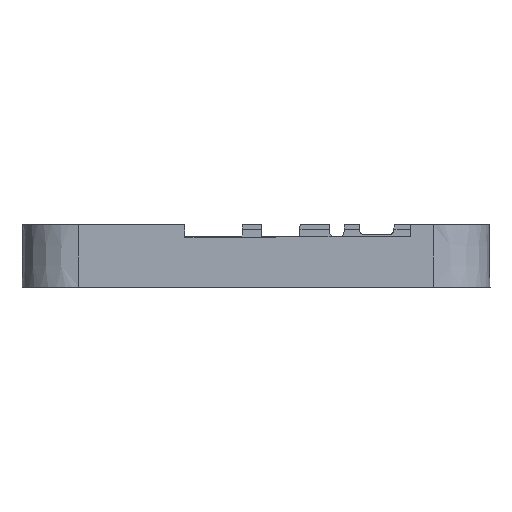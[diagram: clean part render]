
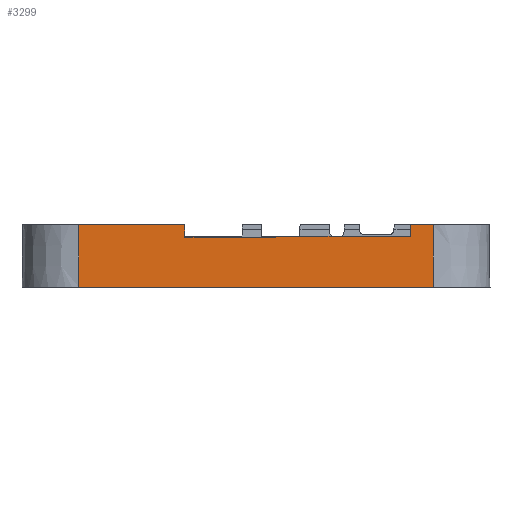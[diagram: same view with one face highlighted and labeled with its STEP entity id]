
A CAD part, left-side view. The second image highlights one B-rep face of the part: STEP entity #3299.
In plain terms, the highlighted planar face has unit normal (-1, 0, 0.017).
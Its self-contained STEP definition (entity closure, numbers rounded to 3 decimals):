
#182=PLANE('',#3504);
#315=FACE_OUTER_BOUND('',#490,.T.);
#490=EDGE_LOOP('',(#2329,#2330,#2331,#2332,#2333,#2334,#2335,#2336,#2337,
#2338));
#707=LINE('',#4905,#1031);
#708=LINE('',#4907,#1032);
#709=LINE('',#4909,#1033);
#710=LINE('',#4911,#1034);
#711=LINE('',#4913,#1035);
#712=LINE('',#4915,#1036);
#713=LINE('',#4917,#1037);
#714=LINE('',#4919,#1038);
#715=LINE('',#4921,#1039);
#716=LINE('',#4922,#1040);
#1031=VECTOR('',#3893,10.);
#1032=VECTOR('',#3894,10.001);
#1033=VECTOR('',#3895,10.);
#1034=VECTOR('',#3896,10.001);
#1035=VECTOR('',#3897,10.);
#1036=VECTOR('',#3898,1000.);
#1037=VECTOR('',#3899,10.);
#1038=VECTOR('',#3900,1000.);
#1039=VECTOR('',#3901,10.);
#1040=VECTOR('',#3902,1000.);
#1442=VERTEX_POINT('',#4903);
#1443=VERTEX_POINT('',#4904);
#1444=VERTEX_POINT('',#4906);
#1445=VERTEX_POINT('',#4908);
#1446=VERTEX_POINT('',#4910);
#1447=VERTEX_POINT('',#4912);
#1448=VERTEX_POINT('',#4914);
#1449=VERTEX_POINT('',#4916);
#1450=VERTEX_POINT('',#4918);
#1451=VERTEX_POINT('',#4920);
#1801=EDGE_CURVE('',#1442,#1443,#707,.F.);
#1802=EDGE_CURVE('',#1444,#1442,#708,.T.);
#1803=EDGE_CURVE('',#1444,#1445,#709,.T.);
#1804=EDGE_CURVE('',#1446,#1445,#710,.T.);
#1805=EDGE_CURVE('',#1447,#1446,#711,.F.);
#1806=EDGE_CURVE('',#1447,#1448,#712,.T.);
#1807=EDGE_CURVE('',#1448,#1449,#713,.T.);
#1808=EDGE_CURVE('',#1449,#1450,#714,.T.);
#1809=EDGE_CURVE('',#1450,#1451,#715,.T.);
#1810=EDGE_CURVE('',#1451,#1443,#716,.T.);
#2329=ORIENTED_EDGE('',*,*,#1801,.F.);
#2330=ORIENTED_EDGE('',*,*,#1802,.F.);
#2331=ORIENTED_EDGE('',*,*,#1803,.T.);
#2332=ORIENTED_EDGE('',*,*,#1804,.F.);
#2333=ORIENTED_EDGE('',*,*,#1805,.F.);
#2334=ORIENTED_EDGE('',*,*,#1806,.T.);
#2335=ORIENTED_EDGE('',*,*,#1807,.T.);
#2336=ORIENTED_EDGE('',*,*,#1808,.T.);
#2337=ORIENTED_EDGE('',*,*,#1809,.T.);
#2338=ORIENTED_EDGE('',*,*,#1810,.T.);
#3299=ADVANCED_FACE('',(#315),#182,.T.);
#3504=AXIS2_PLACEMENT_3D('',#4902,#3891,#3892);
#3891=DIRECTION('center_axis',(-1.,0.,
0.017));
#3892=DIRECTION('ref_axis',(0.,1.,0.));
#3893=DIRECTION('',(0.,1.,0.));
#3894=DIRECTION('',(0.017,0.001,1.));
#3895=DIRECTION('',(0.,-1.,0.));
#3896=DIRECTION('',(-0.017,0.001,-1.));
#3897=DIRECTION('',(0.,1.,0.));
#3898=DIRECTION('',(-0.017,0.009,-1.));
#3899=DIRECTION('',(0.,1.,0.));
#3900=DIRECTION('',(-0.017,0.009,-1.));
#3901=DIRECTION('',(0.,1.,0.));
#3902=DIRECTION('',(0.017,0.009,1.));
#4902=CARTESIAN_POINT('Origin',(-3.227,95.471,0.001));
#4903=CARTESIAN_POINT('',(-3.209,95.522,1.083));
#4904=CARTESIAN_POINT('',(-3.209,70.027,1.083));
#4905=CARTESIAN_POINT('',(-3.209,74.183,1.083));
#4906=CARTESIAN_POINT('',(-3.459,95.504,-14.));
#4907=CARTESIAN_POINT('',(-3.311,95.515,-5.062));
#4908=CARTESIAN_POINT('',(-3.459,10.287,-14.));
#4909=CARTESIAN_POINT('',(-3.459,74.183,-14.));
#4910=CARTESIAN_POINT('',(-3.209,10.269,1.083));
#4911=CARTESIAN_POINT('',(-3.316,10.277,-5.386));
#4912=CARTESIAN_POINT('',(-3.209,15.662,1.083));
#4913=CARTESIAN_POINT('',(-3.209,74.183,1.083));
#4914=CARTESIAN_POINT('',(-3.255,15.686,-1.684));
#4915=CARTESIAN_POINT('',(-3.22,15.667,0.458));
#4916=CARTESIAN_POINT('',(-3.255,48.174,-1.684));
#4917=CARTESIAN_POINT('',(-3.255,67.992,-1.684));
#4918=CARTESIAN_POINT('',(-3.26,48.177,-1.984));
#4919=CARTESIAN_POINT('',(-3.216,48.154,0.646));
#4920=CARTESIAN_POINT('',(-3.26,70.,-1.984));
#4921=CARTESIAN_POINT('',(-3.26,82.853,-1.984));
#4922=CARTESIAN_POINT('',(-3.211,70.025,0.949));
